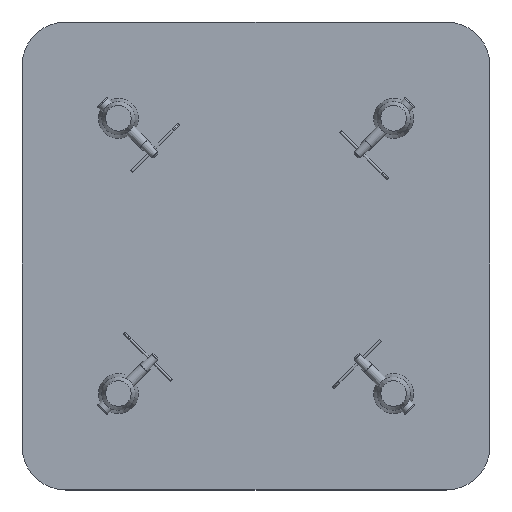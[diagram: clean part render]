
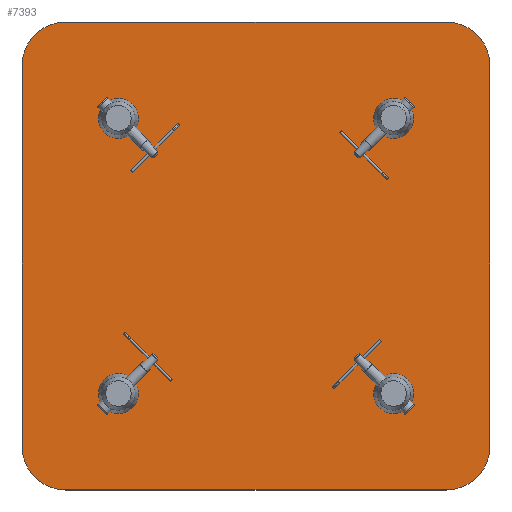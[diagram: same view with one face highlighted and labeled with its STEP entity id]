
A CAD part, top view. The second image highlights one B-rep face of the part: STEP entity #7393.
In plain terms, the highlighted planar face has unit normal (0, 0, 1).
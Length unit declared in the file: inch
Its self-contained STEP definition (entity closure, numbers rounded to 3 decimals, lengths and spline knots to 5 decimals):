
#535=FACE_BOUND('',#1136,.T.);
#536=FACE_BOUND('',#1137,.T.);
#537=FACE_BOUND('',#1138,.T.);
#538=FACE_BOUND('',#1139,.T.);
#551=PLANE('',#8235);
#625=FACE_OUTER_BOUND('',#1135,.T.);
#1135=EDGE_LOOP('',(#4889,#4890,#4891,#4892,#4893,#4894,#4895,#4896));
#1136=EDGE_LOOP('',(#4897,#4898));
#1137=EDGE_LOOP('',(#4899,#4900));
#1138=EDGE_LOOP('',(#4901,#4902));
#1139=EDGE_LOOP('',(#4903,#4904));
#1665=LINE('',#11737,#2149);
#1666=LINE('',#11741,#2150);
#1667=LINE('',#11745,#2151);
#1668=LINE('',#11749,#2152);
#2149=VECTOR('',#9256,39.37008);
#2150=VECTOR('',#9259,39.37008);
#2151=VECTOR('',#9262,39.37008);
#2152=VECTOR('',#9265,39.37008);
#2625=CIRCLE('',#8224,0.2067);
#2627=CIRCLE('',#8227,0.2067);
#2629=CIRCLE('',#8230,0.2067);
#2631=CIRCLE('',#8233,0.2067);
#2633=CIRCLE('',#8236,1.5);
#2634=CIRCLE('',#8237,1.5);
#2635=CIRCLE('',#8238,1.5);
#2636=CIRCLE('',#8239,1.5);
#2637=CIRCLE('',#8240,0.2067);
#2638=CIRCLE('',#8241,0.2067);
#2639=CIRCLE('',#8242,0.2067);
#2640=CIRCLE('',#8243,0.2067);
#3085=VERTEX_POINT('',#11699);
#3086=VERTEX_POINT('',#11700);
#3089=VERTEX_POINT('',#11708);
#3090=VERTEX_POINT('',#11709);
#3093=VERTEX_POINT('',#11717);
#3094=VERTEX_POINT('',#11718);
#3097=VERTEX_POINT('',#11726);
#3098=VERTEX_POINT('',#11727);
#3101=VERTEX_POINT('',#11735);
#3102=VERTEX_POINT('',#11736);
#3103=VERTEX_POINT('',#11738);
#3104=VERTEX_POINT('',#11740);
#3105=VERTEX_POINT('',#11742);
#3106=VERTEX_POINT('',#11744);
#3107=VERTEX_POINT('',#11746);
#3108=VERTEX_POINT('',#11748);
#3737=EDGE_CURVE('',#3085,#3086,#2625,.T.);
#3741=EDGE_CURVE('',#3089,#3090,#2627,.T.);
#3745=EDGE_CURVE('',#3093,#3094,#2629,.T.);
#3749=EDGE_CURVE('',#3097,#3098,#2631,.T.);
#3753=EDGE_CURVE('',#3101,#3102,#1665,.T.);
#3754=EDGE_CURVE('',#3101,#3103,#2633,.T.);
#3755=EDGE_CURVE('',#3104,#3103,#1666,.T.);
#3756=EDGE_CURVE('',#3104,#3105,#2634,.T.);
#3757=EDGE_CURVE('',#3106,#3105,#1667,.T.);
#3758=EDGE_CURVE('',#3106,#3107,#2635,.T.);
#3759=EDGE_CURVE('',#3108,#3107,#1668,.T.);
#3760=EDGE_CURVE('',#3108,#3102,#2636,.T.);
#3761=EDGE_CURVE('',#3094,#3093,#2637,.T.);
#3762=EDGE_CURVE('',#3090,#3089,#2638,.T.);
#3763=EDGE_CURVE('',#3086,#3085,#2639,.T.);
#3764=EDGE_CURVE('',#3098,#3097,#2640,.T.);
#4889=ORIENTED_EDGE('',*,*,#3753,.F.);
#4890=ORIENTED_EDGE('',*,*,#3754,.T.);
#4891=ORIENTED_EDGE('',*,*,#3755,.F.);
#4892=ORIENTED_EDGE('',*,*,#3756,.T.);
#4893=ORIENTED_EDGE('',*,*,#3757,.F.);
#4894=ORIENTED_EDGE('',*,*,#3758,.T.);
#4895=ORIENTED_EDGE('',*,*,#3759,.F.);
#4896=ORIENTED_EDGE('',*,*,#3760,.T.);
#4897=ORIENTED_EDGE('',*,*,#3745,.F.);
#4898=ORIENTED_EDGE('',*,*,#3761,.F.);
#4899=ORIENTED_EDGE('',*,*,#3741,.F.);
#4900=ORIENTED_EDGE('',*,*,#3762,.F.);
#4901=ORIENTED_EDGE('',*,*,#3737,.F.);
#4902=ORIENTED_EDGE('',*,*,#3763,.F.);
#4903=ORIENTED_EDGE('',*,*,#3749,.F.);
#4904=ORIENTED_EDGE('',*,*,#3764,.F.);
#7393=ADVANCED_FACE('',(#625,#535,#536,#537,#538),#551,.T.);
#8224=AXIS2_PLACEMENT_3D('',#11701,#9224,#9225);
#8227=AXIS2_PLACEMENT_3D('',#11710,#9232,#9233);
#8230=AXIS2_PLACEMENT_3D('',#11719,#9240,#9241);
#8233=AXIS2_PLACEMENT_3D('',#11728,#9248,#9249);
#8235=AXIS2_PLACEMENT_3D('',#11734,#9254,#9255);
#8236=AXIS2_PLACEMENT_3D('',#11739,#9257,#9258);
#8237=AXIS2_PLACEMENT_3D('',#11743,#9260,#9261);
#8238=AXIS2_PLACEMENT_3D('',#11747,#9263,#9264);
#8239=AXIS2_PLACEMENT_3D('',#11750,#9266,#9267);
#8240=AXIS2_PLACEMENT_3D('',#11751,#9268,#9269);
#8241=AXIS2_PLACEMENT_3D('',#11752,#9270,#9271);
#8242=AXIS2_PLACEMENT_3D('',#11753,#9272,#9273);
#8243=AXIS2_PLACEMENT_3D('',#11754,#9274,#9275);
#9224=DIRECTION('center_axis',(0.,0.,
1.));
#9225=DIRECTION('ref_axis',(0.,-1.,0.));
#9232=DIRECTION('center_axis',(0.,0.,
1.));
#9233=DIRECTION('ref_axis',(0.,-1.,0.));
#9240=DIRECTION('center_axis',(0.,0.,
1.));
#9241=DIRECTION('ref_axis',(0.,-1.,0.));
#9248=DIRECTION('center_axis',(0.,0.,
1.));
#9249=DIRECTION('ref_axis',(0.,-1.,0.));
#9254=DIRECTION('center_axis',(0.,0.,
1.));
#9255=DIRECTION('ref_axis',(0.,-1.,0.));
#9256=DIRECTION('',(1.,0.,0.));
#9257=DIRECTION('center_axis',(0.,0.,
1.));
#9258=DIRECTION('ref_axis',(0.,-1.,0.));
#9259=DIRECTION('',(0.,1.,0.));
#9260=DIRECTION('center_axis',(0.,0.,
1.));
#9261=DIRECTION('ref_axis',(0.,-1.,0.));
#9262=DIRECTION('',(-1.,0.,0.));
#9263=DIRECTION('center_axis',(0.,0.,
1.));
#9264=DIRECTION('ref_axis',(0.,-1.,0.));
#9265=DIRECTION('',(0.,-1.,0.));
#9266=DIRECTION('center_axis',(0.,0.,
1.));
#9267=DIRECTION('ref_axis',(0.,-1.,0.));
#9268=DIRECTION('center_axis',(0.,0.,
1.));
#9269=DIRECTION('ref_axis',(0.,-1.,0.));
#9270=DIRECTION('center_axis',(0.,0.,
1.));
#9271=DIRECTION('ref_axis',(0.,-1.,0.));
#9272=DIRECTION('center_axis',(0.,0.,
1.));
#9273=DIRECTION('ref_axis',(0.,-1.,0.));
#9274=DIRECTION('center_axis',(0.,0.,
1.));
#9275=DIRECTION('ref_axis',(0.,-1.,0.));
#11699=CARTESIAN_POINT('',(-4.7045,3.6892,-7.813));
#11700=CARTESIAN_POINT('',(-4.7045,3.2758,-7.813));
#11701=CARTESIAN_POINT('Origin',(-4.7045,3.4825,-7.813));
#11708=CARTESIAN_POINT('',(4.7045,3.6892,-7.813));
#11709=CARTESIAN_POINT('',(4.7045,3.2758,-7.813));
#11710=CARTESIAN_POINT('Origin',(4.7045,3.4825,-7.813));
#11717=CARTESIAN_POINT('',(4.7045,13.0982,-7.813));
#11718=CARTESIAN_POINT('',(4.7045,12.6848,-7.813));
#11719=CARTESIAN_POINT('Origin',(4.7045,12.8915,-7.813));
#11726=CARTESIAN_POINT('',(-4.7045,13.0982,-7.813));
#11727=CARTESIAN_POINT('',(-4.7045,12.6848,-7.813));
#11728=CARTESIAN_POINT('Origin',(-4.7045,12.8915,-7.813));
#11734=CARTESIAN_POINT('Origin',(8.,0.187,-7.813));
#11735=CARTESIAN_POINT('',(-6.5,16.187,-7.813));
#11736=CARTESIAN_POINT('',(6.5,16.187,-7.813));
#11737=CARTESIAN_POINT('',(-8.,16.187,-7.813));
#11738=CARTESIAN_POINT('',(-8.,14.687,-7.813));
#11739=CARTESIAN_POINT('Origin',(-6.5,14.687,-7.813));
#11740=CARTESIAN_POINT('',(-8.,1.687,-7.813));
#11741=CARTESIAN_POINT('',(-8.,16.187,-7.813));
#11742=CARTESIAN_POINT('',(-6.5,0.187,-7.813));
#11743=CARTESIAN_POINT('Origin',(-6.5,1.687,-7.813));
#11744=CARTESIAN_POINT('',(6.5,0.187,-7.813));
#11745=CARTESIAN_POINT('',(-8.,0.187,-7.813));
#11746=CARTESIAN_POINT('',(8.,1.687,-7.813));
#11747=CARTESIAN_POINT('Origin',(6.5,1.687,-7.813));
#11748=CARTESIAN_POINT('',(8.,14.687,-7.813));
#11749=CARTESIAN_POINT('',(8.,16.187,-7.813));
#11750=CARTESIAN_POINT('Origin',(6.5,14.687,-7.813));
#11751=CARTESIAN_POINT('Origin',(4.7045,12.8915,-7.813));
#11752=CARTESIAN_POINT('Origin',(4.7045,3.4825,-7.813));
#11753=CARTESIAN_POINT('Origin',(-4.7045,3.4825,-7.813));
#11754=CARTESIAN_POINT('Origin',(-4.7045,12.8915,-7.813));
